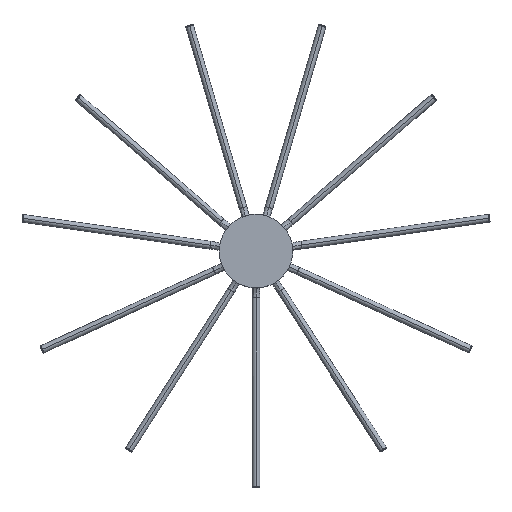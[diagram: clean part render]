
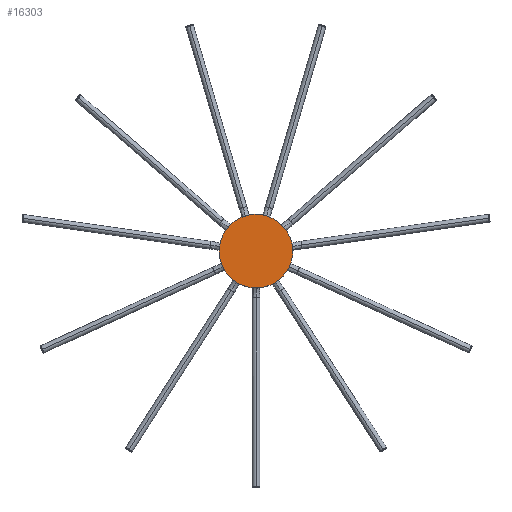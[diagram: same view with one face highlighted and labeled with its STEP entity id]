
A CAD part, top view. The second image highlights one B-rep face of the part: STEP entity #16303.
In plain terms, the highlighted planar face has unit normal (0, 0, 1).
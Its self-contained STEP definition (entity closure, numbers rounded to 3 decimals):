
#16303=ADVANCED_FACE('',(#18300),#44261,.T.);
#18300=FACE_OUTER_BOUND('',#20320,.T.);
#20320=EDGE_LOOP('',(#29454,#29455));
#29454=ORIENTED_EDGE('',*,*,#34991,.T.);
#29455=ORIENTED_EDGE('',*,*,#35431,.T.);
#34991=EDGE_CURVE('',#43316,#43609,#40342,.T.);
#35431=EDGE_CURVE('',#43609,#43316,#40529,.T.);
#40342=(
BOUNDED_CURVE()
B_SPLINE_CURVE(2,(#95375,#95376,#95377,#95378,#95379),.UNSPECIFIED.,.F.,
 .F.)
B_SPLINE_CURVE_WITH_KNOTS((3,2,3),(0.,185.236,370.472),
 .UNSPECIFIED.)
CURVE()
GEOMETRIC_REPRESENTATION_ITEM()
RATIONAL_B_SPLINE_CURVE((1.,0.707,1.,0.707,1.))
REPRESENTATION_ITEM('')
);
#40529=(
BOUNDED_CURVE()
B_SPLINE_CURVE(2,(#98397,#98398,#98399,#98400,#98401),.UNSPECIFIED.,.F.,
 .F.)
B_SPLINE_CURVE_WITH_KNOTS((3,2,3),(370.472,555.707,740.943),
 .UNSPECIFIED.)
CURVE()
GEOMETRIC_REPRESENTATION_ITEM()
RATIONAL_B_SPLINE_CURVE((1.,0.707,1.,0.707,1.))
REPRESENTATION_ITEM('')
);
#43316=VERTEX_POINT('',#95004);
#43609=VERTEX_POINT('',#95297);
#44261=PLANE('',#47069);
#47069=AXIS2_PLACEMENT_3D('',#93035,#48586,$);
#48586=DIRECTION('',(0.,0.,1.));
#93035=CARTESIAN_POINT('',(-204.803,-38.895,0.));
#95004=CARTESIAN_POINT('',(97.479,-66.363,0.));
#95297=CARTESIAN_POINT('',(-97.479,66.363,0.));
#95375=CARTESIAN_POINT('',(97.479,-66.363,0.));
#95376=CARTESIAN_POINT('',(163.842,31.116,0.));
#95377=CARTESIAN_POINT('',(66.363,97.479,0.));
#95378=CARTESIAN_POINT('',(-31.116,163.842,0.));
#95379=CARTESIAN_POINT('',(-97.479,66.363,0.));
#98397=CARTESIAN_POINT('',(-97.479,66.363,0.));
#98398=CARTESIAN_POINT('',(-163.842,-31.116,0.));
#98399=CARTESIAN_POINT('',(-66.363,-97.479,0.));
#98400=CARTESIAN_POINT('',(31.116,-163.842,0.));
#98401=CARTESIAN_POINT('',(97.479,-66.363,0.));
